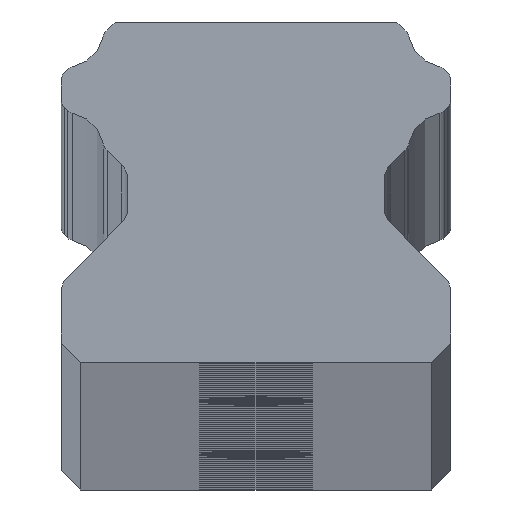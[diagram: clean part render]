
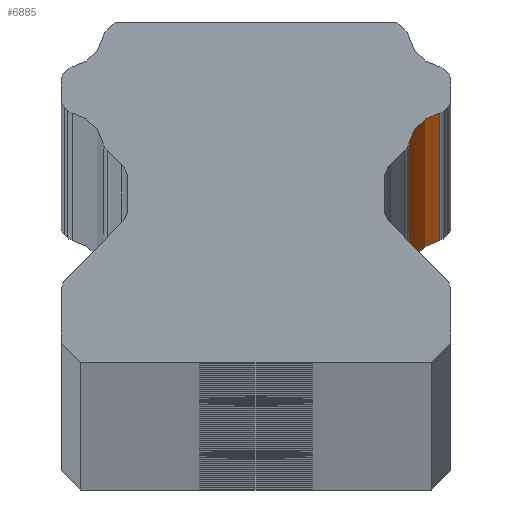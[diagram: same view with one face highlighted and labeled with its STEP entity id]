
A CAD part, top view. The second image highlights one B-rep face of the part: STEP entity #6885.
In plain terms, the highlighted cylindrical face has radius 2 mm (diameter 4 mm), a partial arc.
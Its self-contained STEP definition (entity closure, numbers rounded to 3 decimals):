
#793 = LINE ( 'NONE', #8230, #7684 ) ;
#1239 = VERTEX_POINT ( 'NONE', #6503 ) ;
#1297 = EDGE_CURVE ( 'NONE', #1239, #4911, #1413, .T. ) ;
#1344 = CYLINDRICAL_SURFACE ( 'NONE', #9775, 2. ) ;
#1413 = CIRCLE ( 'NONE', #7657, 2. ) ;
#2752 = DIRECTION ( 'NONE',  ( -1., 0., 0. ) ) ;
#2860 = DIRECTION ( 'NONE',  ( -1., 0., 0. ) ) ;
#2889 = CARTESIAN_POINT ( 'NONE',  ( 9.432, -1.182, 1875. ) ) ;
#3746 = EDGE_LOOP ( 'NONE', ( #3756, #7127, #4013, #11022 ) ) ;
#3756 = ORIENTED_EDGE ( 'NONE', *, *, #1297, .T. ) ;
#4013 = ORIENTED_EDGE ( 'NONE', *, *, #10631, .F. ) ;
#4037 = CARTESIAN_POINT ( 'NONE',  ( 9.432, -1.182, -1875. ) ) ;
#4911 = VERTEX_POINT ( 'NONE', #4037 ) ;
#5207 = EDGE_CURVE ( 'NONE', #9422, #4911, #793, .T. ) ;
#5449 = CARTESIAN_POINT ( 'NONE',  ( 9.811, -3.146, 1875. ) ) ;
#5486 = DIRECTION ( 'NONE',  ( -1., 0., 0. ) ) ;
#5511 = VERTEX_POINT ( 'NONE', #7302 ) ;
#6044 = EDGE_CURVE ( 'NONE', #5511, #1239, #6649, .T. ) ;
#6371 = DIRECTION ( 'NONE',  ( 0., 0., -1. ) ) ;
#6503 = CARTESIAN_POINT ( 'NONE',  ( 7.847, -2.767, -1875. ) ) ;
#6547 = DIRECTION ( 'NONE',  ( 0., 0., -1. ) ) ;
#6649 = LINE ( 'NONE', #10529, #7586 ) ;
#6885 = ADVANCED_FACE ( 'NONE', ( #10012 ), #1344, .F. ) ;
#6975 = CARTESIAN_POINT ( 'NONE',  ( 9.811, -3.146, -1875. ) ) ;
#7127 = ORIENTED_EDGE ( 'NONE', *, *, #5207, .F. ) ;
#7302 = CARTESIAN_POINT ( 'NONE',  ( 7.847, -2.767, 1875. ) ) ;
#7586 = VECTOR ( 'NONE', #8828, 1000. ) ;
#7657 = AXIS2_PLACEMENT_3D ( 'NONE', #6975, #8849, #2752 ) ;
#7684 = VECTOR ( 'NONE', #6547, 1000. ) ;
#8046 = CARTESIAN_POINT ( 'NONE',  ( 9.811, -3.146, 1875. ) ) ;
#8230 = CARTESIAN_POINT ( 'NONE',  ( 9.432, -1.182, 1875. ) ) ;
#8828 = DIRECTION ( 'NONE',  ( 0., 0., -1. ) ) ;
#8849 = DIRECTION ( 'NONE',  ( 0., 0., -1. ) ) ;
#8926 = DIRECTION ( 'NONE',  ( 0., 0., -1. ) ) ;
#9243 = CIRCLE ( 'NONE', #10161, 2. ) ;
#9422 = VERTEX_POINT ( 'NONE', #2889 ) ;
#9775 = AXIS2_PLACEMENT_3D ( 'NONE', #5449, #6371, #5486 ) ;
#10012 = FACE_OUTER_BOUND ( 'NONE', #3746, .T. ) ;
#10161 = AXIS2_PLACEMENT_3D ( 'NONE', #8046, #8926, #2860 ) ;
#10529 = CARTESIAN_POINT ( 'NONE',  ( 7.847, -2.767, 1875. ) ) ;
#10631 = EDGE_CURVE ( 'NONE', #5511, #9422, #9243, .T. ) ;
#11022 = ORIENTED_EDGE ( 'NONE', *, *, #6044, .T. ) ;
